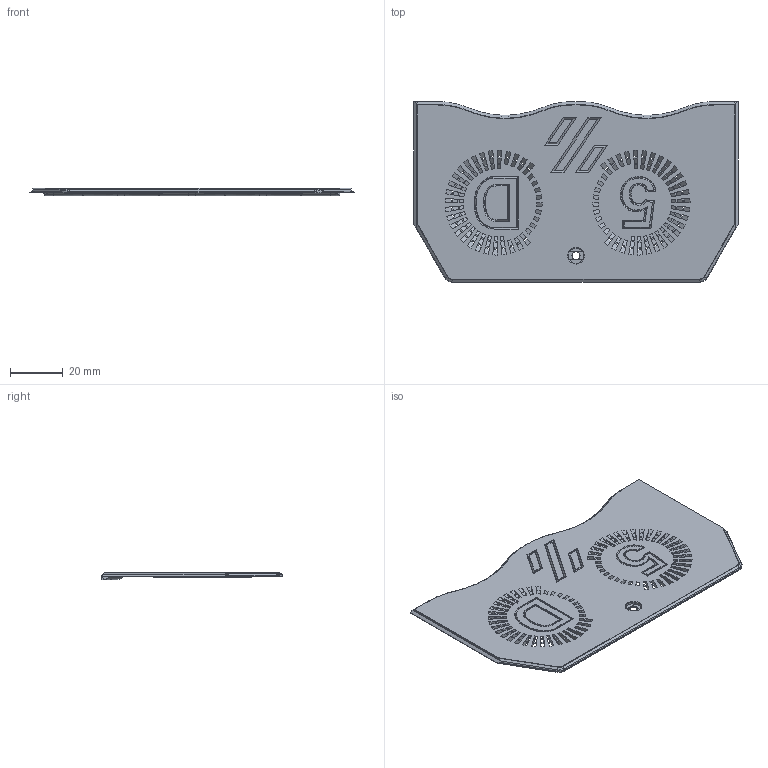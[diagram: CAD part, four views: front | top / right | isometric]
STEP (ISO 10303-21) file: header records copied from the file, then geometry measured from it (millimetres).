
FILE_DESCRIPTION(/* description */ (''),/* implementation_level */ '2;1');
FILE_NAME(/* name */ 'Release_Nevermore-RLF35_LID.stp',/* time_stamp */ '2021-10-02T20:31:58+02:00',/* author */ ('Rama'),/* organization */ (''),/* preprocessor_version */ 'ST-DEVELOPER v18.1',/* originating_system */ 'Autodesk Inventor 2022',/* authorisation */ '');
FILE_SCHEMA (('AUTOMOTIVE_DESIGN { 1 0 10303 214 3 1 1 }'));
Length unit declared in the file: millimetre
Products named in the file (1): LID_Empty
Bounding box: 122.79 x 68.54 x 2.8 mm (x, y, z)
Volume: 12880.8 mm3; surface area: 18425.2 mm2
Topology: 1 solids, 1 shells, 1113 faces, 3620 edges, 2353 vertices
Faces by surface type: plane 455, cone 333, cylinder 205, bspline 103, torus 11, sphere 6
Full cylindrical faces by diameter (mm): 3.05 x1, 5.9 x1
Entity records: 42798 total; most frequent: CARTESIAN_POINT 9741, ORIENTED_EDGE 7240, DIRECTION 6627, EDGE_CURVE 3620, VERTEX_POINT 2353, LINE 2343, VECTOR 2343, AXIS2_PLACEMENT_3D 2142
